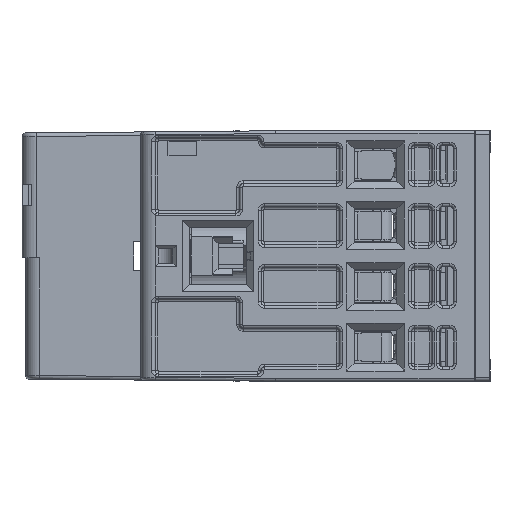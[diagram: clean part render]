
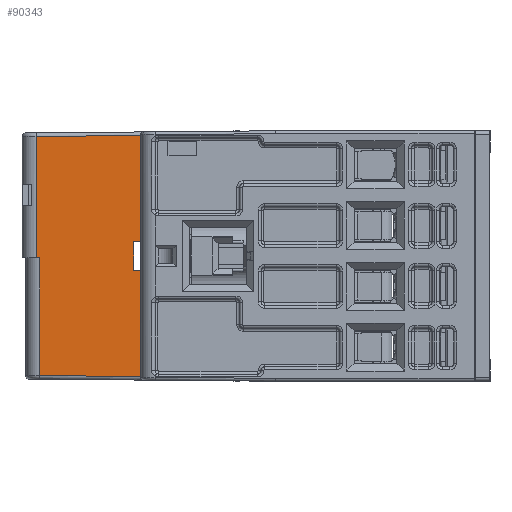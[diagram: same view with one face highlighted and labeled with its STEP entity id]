
A CAD part, left-side view. The second image highlights one B-rep face of the part: STEP entity #90343.
In plain terms, the highlighted planar face has unit normal (-1, 0.009, 0).
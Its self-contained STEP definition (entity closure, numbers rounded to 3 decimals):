
#69474=CARTESIAN_POINT('',(-22.327,-1.983,
-16.713));
#69488=DIRECTION('',(0.,0.,-1.));
#69489=VECTOR('',#69488,16.463);
#69490=CARTESIAN_POINT('',(-22.327,-1.983,-0.25));
#69491=LINE('',#69490,#69489);
#70258=CARTESIAN_POINT('',(-22.45,-16.1,-16.836));
#70350=DIRECTION('',(-0.009,-1.,0.));
#70351=VECTOR('',#70350,1.);
#70352=CARTESIAN_POINT('',(-22.441,-15.1,-2.));
#70353=LINE('',#70352,#70351);
#70354=DIRECTION('',(0.,0.,-1.));
#70355=VECTOR('',#70354,14.836);
#70356=CARTESIAN_POINT('',(-22.45,-16.1,-2.));
#70357=LINE('',#70356,#70355);
#70358=DIRECTION('',(0.009,1.,0.009));
#70359=VECTOR('',#70358,14.119);
#70360=CARTESIAN_POINT('',(-22.45,-16.1,-16.836));
#70361=LINE('',#70360,#70359);
#70362=DIRECTION('',(0.009,1.,0.));
#70363=VECTOR('',#70362,0.504);
#70364=CARTESIAN_POINT('',(-22.327,-1.983,-0.25));
#70365=LINE('',#70364,#70363);
#70366=DIRECTION('',(-0.009,-1.,0.009));
#70367=VECTOR('',#70366,14.623);
#70368=CARTESIAN_POINT('',(-22.322,-1.478,
16.708));
#70369=LINE('',#70368,#70367);
#70370=DIRECTION('',(0.,0.,-1.));
#70371=VECTOR('',#70370,14.836);
#70372=CARTESIAN_POINT('',(-22.45,-16.1,16.836));
#70373=LINE('',#70372,#70371);
#70374=DIRECTION('',(0.,0.,1.));
#70375=VECTOR('',#70374,4.);
#70376=CARTESIAN_POINT('',(-22.441,-15.1,-2.));
#70377=LINE('',#70376,#70375);
#70402=DIRECTION('',(-0.009,-1.,0.));
#70403=VECTOR('',#70402,1.);
#70404=CARTESIAN_POINT('',(-22.441,-15.1,2.));
#70405=LINE('',#70404,#70403);
#70454=DIRECTION('',(0.,0.,-1.));
#70455=VECTOR('',#70454,16.958);
#70456=CARTESIAN_POINT('',(-22.322,-1.478,
16.708));
#70457=LINE('',#70456,#70455);
#84068=VERTEX_POINT('',#69474);
#84073=CARTESIAN_POINT('',(-22.327,-1.983,-0.25));
#84074=VERTEX_POINT('',#84073);
#84417=VERTEX_POINT('',#70258);
#84418=CARTESIAN_POINT('',(-22.45,-16.1,16.836));
#84419=CARTESIAN_POINT('',(-22.45,-16.1,2.));
#84420=VERTEX_POINT('',#84418);
#84421=VERTEX_POINT('',#84419);
#84427=CARTESIAN_POINT('',(-22.45,-16.1,-2.));
#84428=VERTEX_POINT('',#84427);
#84465=CARTESIAN_POINT('',(-22.441,-15.1,-2.));
#84466=CARTESIAN_POINT('',(-22.441,-15.1,2.));
#84467=VERTEX_POINT('',#84465);
#84468=VERTEX_POINT('',#84466);
#84469=CARTESIAN_POINT('',(-22.322,-1.478,-0.25));
#84470=VERTEX_POINT('',#84469);
#84471=CARTESIAN_POINT('',(-22.322,-1.478,
16.708));
#84472=VERTEX_POINT('',#84471);
#90320=CARTESIAN_POINT('',(-22.45,-16.1,-18.612));
#90321=DIRECTION('',(-1.,0.009,0.));
#90322=DIRECTION('',(0.,0.,1.));
#90323=AXIS2_PLACEMENT_3D('',#90320,#90321,#90322);
#90324=PLANE('',#90323);
#90326=ORIENTED_EDGE('',*,*,#90325,.F.);
#90328=ORIENTED_EDGE('',*,*,#90327,.T.);
#90329=ORIENTED_EDGE('',*,*,#90246,.T.);
#90330=ORIENTED_EDGE('',*,*,#90218,.T.);
#90331=ORIENTED_EDGE('',*,*,#88947,.F.);
#90333=ORIENTED_EDGE('',*,*,#90332,.T.);
#90335=ORIENTED_EDGE('',*,*,#90334,.F.);
#90337=ORIENTED_EDGE('',*,*,#90336,.T.);
#90338=ORIENTED_EDGE('',*,*,#90235,.T.);
#90340=ORIENTED_EDGE('',*,*,#90339,.F.);
#90341=EDGE_LOOP('',(#90326,#90328,#90329,#90330,#90331,#90333,#90335,#90337,
#90338,#90340));
#90342=FACE_OUTER_BOUND('',#90341,.F.);
#88947=EDGE_CURVE('',#84074,#84068,#69491,.T.);
#90218=EDGE_CURVE('',#84417,#84068,#70361,.T.);
#90235=EDGE_CURVE('',#84420,#84421,#70373,.T.);
#90246=EDGE_CURVE('',#84428,#84417,#70357,.T.);
#90325=EDGE_CURVE('',#84467,#84468,#70377,.T.);
#90327=EDGE_CURVE('',#84467,#84428,#70353,.T.);
#90332=EDGE_CURVE('',#84074,#84470,#70365,.T.);
#90334=EDGE_CURVE('',#84472,#84470,#70457,.T.);
#90336=EDGE_CURVE('',#84472,#84420,#70369,.T.);
#90339=EDGE_CURVE('',#84468,#84421,#70405,.T.);
#90343=ADVANCED_FACE('',(#90342),#90324,.T.);
